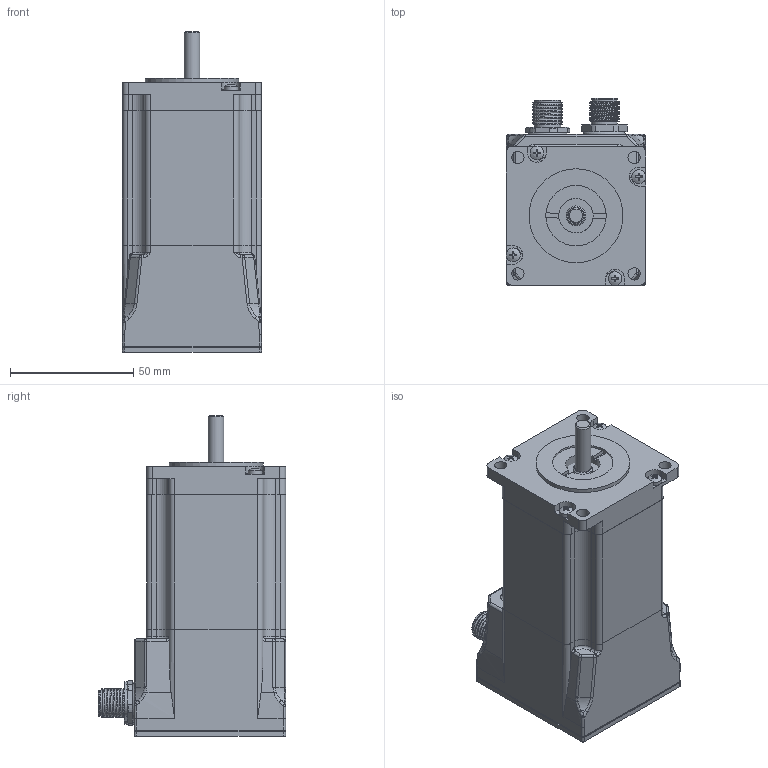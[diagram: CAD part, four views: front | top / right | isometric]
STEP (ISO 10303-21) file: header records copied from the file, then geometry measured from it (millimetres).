
FILE_DESCRIPTION(/* description */ (''),/* implementation_level */ '2;1');
FILE_NAME(/* name */ 'ASA5618L42-W1.stp',/* time_stamp */ '2023-10-31T10:42:23+01:00',/* author */ ('angelika.schneid'),/* organization */ (''),/* preprocessor_version */ 'ST-DEVELOPER v18.1',/* originating_system */ 'Autodesk Inventor 2021',/* authorisation */ '');
FILE_SCHEMA (('AUTOMOTIVE_DESIGN { 1 0 10303 214 3 1 1 }'));
Products named in the file (1): ASA5618L42-W1
Bounding box: 56.54 x 76.07 x 130.1 mm (x, y, z)
Volume: 285400.4 mm3; surface area: 76251.9 mm2
Topology: 18 solids, 18 shells, 1411 faces, 3677 edges, 2370 vertices
Faces by surface type: plane 862, cylinder 396, cone 63, bspline 48, torus 26, sphere 16
Full cylindrical faces by diameter (mm): 0.9 x8, 1 x7, 1.5 x4, 1.567 x1, 1.6 x8, 2 x4, 2.25 x1, 2.459 x11, 3 x12, 3.2 x4, 3.4 x12, 5 x4, 5.5 x4, 5.6 x4, 6.35 x2, 8 x1, 9.2 x1, 10 x2, 10.4 x2, 10.6 x2, 10.8 x9, 12 x14, 13 x2, 14 x2, 15.3 x2, 22 x2, 24.5 x1, 26 x2, 34.98 x2, 38.1 x1
Entity records: 51179 total; most frequent: CARTESIAN_POINT 14723, ORIENTED_EDGE 7294, DIRECTION 7247, EDGE_CURVE 3647, AXIS2_PLACEMENT_3D 2430, LINE 2387, VECTOR 2387, VERTEX_POINT 2370
